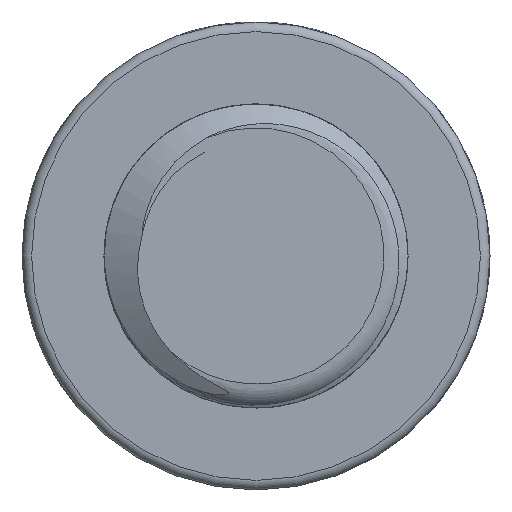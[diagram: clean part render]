
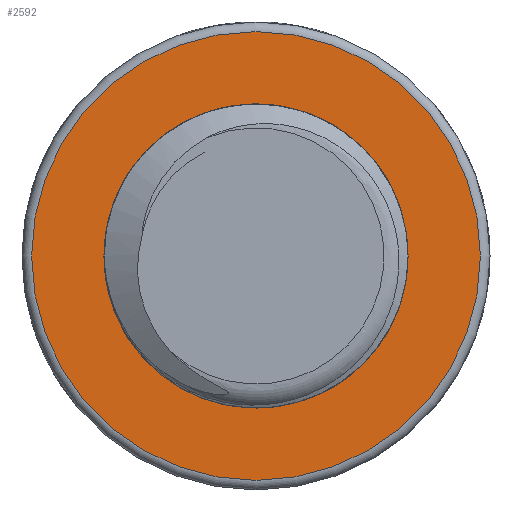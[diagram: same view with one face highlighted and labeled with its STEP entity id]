
A CAD part, front view. The second image highlights one B-rep face of the part: STEP entity #2592.
In plain terms, the highlighted planar face has unit normal (0, -1, 0).
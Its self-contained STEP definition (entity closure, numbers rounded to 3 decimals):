
#1815=CARTESIAN_POINT('',(-9.557,-6.35,0.));
#1816=VERTEX_POINT('',#1815);
#1823=CARTESIAN_POINT('',(-15.843,-6.35,-0.));
#1824=VERTEX_POINT('',#1823);
#1825=CARTESIAN_POINT('',(-12.7,-6.35,-0.));
#1826=DIRECTION('',(-0.,-1.,0.));
#1827=DIRECTION('',(-1.,0.,-0.));
#1828=AXIS2_PLACEMENT_3D('',#1825,#1826,#1827);
#1829=CIRCLE('',#1828,3.143);
#1830=EDGE_CURVE('',#1816,#1824,#1829,.T.);
#1832=CARTESIAN_POINT('',(-12.7,-6.35,-0.));
#1833=DIRECTION('',(-0.,-1.,0.));
#1834=DIRECTION('',(-1.,0.,-0.));
#1835=AXIS2_PLACEMENT_3D('',#1832,#1833,#1834);
#1836=CIRCLE('',#1835,3.143);
#1837=EDGE_CURVE('',#1824,#1816,#1836,.T.);
#2572=CARTESIAN_POINT('',(-12.7,-6.35,0.));
#2573=DIRECTION('',(-0.,-1.,0.));
#2574=DIRECTION('',(-0.,0.,1.));
#2575=AXIS2_PLACEMENT_3D('',#2572,#2573,#2574);
#2576=PLANE('',#2575);
#2577=CARTESIAN_POINT('',(-12.7,-6.35,4.638));
#2578=VERTEX_POINT('',#2577);
#2579=CARTESIAN_POINT('',(-12.7,-6.35,-0.));
#2580=DIRECTION('',(-0.,-1.,0.));
#2581=DIRECTION('',(0.,0.,1.));
#2582=AXIS2_PLACEMENT_3D('',#2579,#2580,#2581);
#2583=CIRCLE('',#2582,4.638);
#2584=EDGE_CURVE('',#2578,#2578,#2583,.T.);
#2585=ORIENTED_EDGE('',*,*,#2584,.T.);
#2586=EDGE_LOOP('',(#2585));
#2587=FACE_BOUND('',#2586,.T.);
#2588=ORIENTED_EDGE('',*,*,#1830,.F.);
#2589=ORIENTED_EDGE('',*,*,#1837,.F.);
#2590=EDGE_LOOP('',(#2588,#2589));
#2591=FACE_BOUND('',#2590,.T.);
#2592=ADVANCED_FACE('',(#2587,#2591),#2576,.T.);
